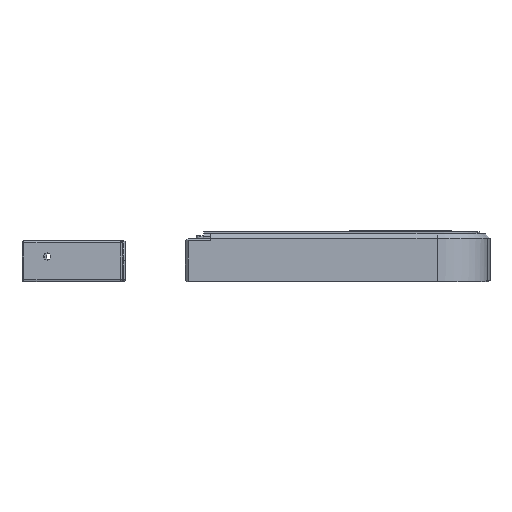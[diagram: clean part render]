
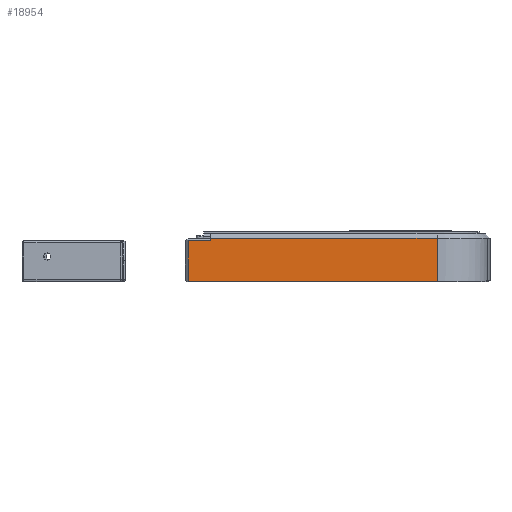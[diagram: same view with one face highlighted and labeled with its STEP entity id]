
A CAD part, left-side view. The second image highlights one B-rep face of the part: STEP entity #18954.
In plain terms, the highlighted planar face has unit normal (-1, 0, 0).
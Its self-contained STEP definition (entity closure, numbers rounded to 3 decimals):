
#1926=FACE_OUTER_BOUND('',#3042,.T.);
#3042=EDGE_LOOP('',(#16580,#16581,#16582,#16583,#16584,#16585));
#4650=LINE('',#30531,#6765);
#5096=LINE('',#32054,#7211);
#5101=LINE('',#32064,#7216);
#5103=LINE('',#32067,#7218);
#5104=LINE('',#32069,#7219);
#5105=LINE('',#32070,#7220);
#6765=VECTOR('',#24273,10.);
#7211=VECTOR('',#25293,10.);
#7216=VECTOR('',#25300,10.);
#7218=VECTOR('',#25304,10.);
#7219=VECTOR('',#25305,10.);
#7220=VECTOR('',#25306,10.);
#8611=VERTEX_POINT('',#30529);
#8612=VERTEX_POINT('',#30530);
#9062=VERTEX_POINT('',#32051);
#9063=VERTEX_POINT('',#32053);
#9067=VERTEX_POINT('',#32062);
#9068=VERTEX_POINT('',#32068);
#11015=EDGE_CURVE('',#8611,#8612,#4650,.T.);
#11637=EDGE_CURVE('',#9062,#9063,#5096,.T.);
#11642=EDGE_CURVE('',#9067,#9062,#5101,.T.);
#11644=EDGE_CURVE('',#8611,#9067,#5103,.T.);
#11645=EDGE_CURVE('',#9068,#8612,#5104,.T.);
#11646=EDGE_CURVE('',#9068,#9063,#5105,.T.);
#16580=ORIENTED_EDGE('',*,*,#11637,.F.);
#16581=ORIENTED_EDGE('',*,*,#11642,.F.);
#16582=ORIENTED_EDGE('',*,*,#11644,.F.);
#16583=ORIENTED_EDGE('',*,*,#11015,.T.);
#16584=ORIENTED_EDGE('',*,*,#11645,.F.);
#16585=ORIENTED_EDGE('',*,*,#11646,.T.);
#17993=PLANE('',#20536);
#18954=ADVANCED_FACE('',(#1926),#17993,.T.);
#20536=AXIS2_PLACEMENT_3D('',#32066,#25302,#25303);
#24273=DIRECTION('',(0.,-1.,0.));
#25293=DIRECTION('',(0.,0.,1.));
#25300=DIRECTION('',(0.,-1.,0.));
#25302=DIRECTION('center_axis',(-1.,0.,0.));
#25303=DIRECTION('ref_axis',(0.,0.,1.));
#25304=DIRECTION('',(0.,0.,1.));
#25305=DIRECTION('',(0.,0.,-1.));
#25306=DIRECTION('',(0.,1.,0.));
#30529=CARTESIAN_POINT('',(-287.,69.,-1.95));
#30530=CARTESIAN_POINT('',(-287.,-30.,-1.95));
#30531=CARTESIAN_POINT('',(-287.,10.,-1.95));
#32051=CARTESIAN_POINT('',(-287.,60.,14.3));
#32053=CARTESIAN_POINT('',(-287.,60.,15.3));
#32054=CARTESIAN_POINT('',(-287.,60.,11.988));
#32062=CARTESIAN_POINT('',(-287.,69.,14.3));
#32064=CARTESIAN_POINT('',(-287.,35.,14.3));
#32066=CARTESIAN_POINT('Origin',(-287.,10.,7.675));
#32067=CARTESIAN_POINT('',(-287.,69.,3.838));
#32068=CARTESIAN_POINT('',(-287.,-30.,15.3));
#32069=CARTESIAN_POINT('',(-287.,-30.,3.838));
#32070=CARTESIAN_POINT('',(-287.,35.,15.3));
